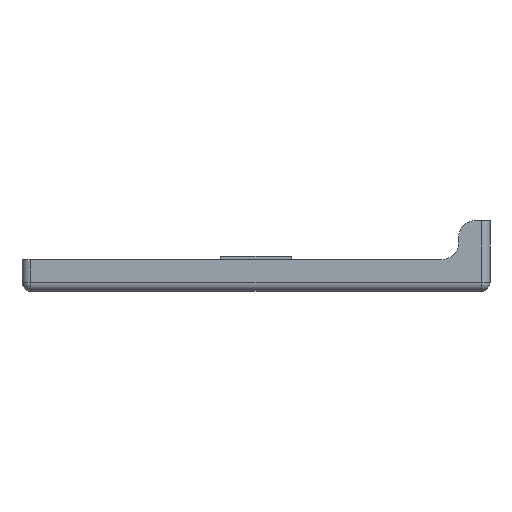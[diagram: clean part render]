
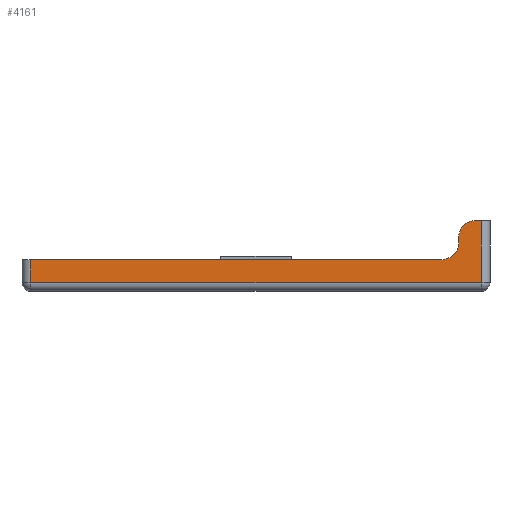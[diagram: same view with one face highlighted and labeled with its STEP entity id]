
A CAD part, left-side view. The second image highlights one B-rep face of the part: STEP entity #4161.
In plain terms, the highlighted planar face has unit normal (-1, 0, 0).
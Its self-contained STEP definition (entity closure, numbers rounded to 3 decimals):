
#187 = CYLINDRICAL_SURFACE('',#188,2.5);
#188 = AXIS2_PLACEMENT_3D('',#189,#190,#191);
#189 = CARTESIAN_POINT('',(-30.05,63.75,0.));
#190 = DIRECTION('',(0.,0.,1.));
#191 = DIRECTION('',(0.,1.,0.));
#215 = PLANE('',#216);
#216 = AXIS2_PLACEMENT_3D('',#217,#218,#219);
#217 = CARTESIAN_POINT('',(-42.45,-52.596,9.));
#218 = DIRECTION('',(0.,0.,1.));
#219 = DIRECTION('',(0.,1.,0.));
#1437 = EDGE_CURVE('',#1438,#1440,#1442,.T.);
#1438 = VERTEX_POINT('',#1439);
#1439 = CARTESIAN_POINT('',(-32.55,-52.596,9.));
#1440 = VERTEX_POINT('',#1441);
#1441 = CARTESIAN_POINT('',(-32.55,63.75,9.));
#1442 = SURFACE_CURVE('',#1443,(#1447,#1454),.PCURVE_S1.);
#1443 = LINE('',#1444,#1445);
#1444 = CARTESIAN_POINT('',(-32.55,-59.423,9.));
#1445 = VECTOR('',#1446,1.);
#1446 = DIRECTION('',(0.,1.,0.));
#1447 = PCURVE('',#215,#1448);
#1448 = DEFINITIONAL_REPRESENTATION('',(#1449),#1453);
#1449 = LINE('',#1450,#1451);
#1450 = CARTESIAN_POINT('',(-6.827,-9.9));
#1451 = VECTOR('',#1452,1.);
#1452 = DIRECTION('',(1.,0.));
#1453 = ( GEOMETRIC_REPRESENTATION_CONTEXT(2) 
PARAMETRIC_REPRESENTATION_CONTEXT() REPRESENTATION_CONTEXT('2D SPACE',''
  ) );
#1454 = PCURVE('',#1455,#1460);
#1455 = PLANE('',#1456);
#1456 = AXIS2_PLACEMENT_3D('',#1457,#1458,#1459);
#1457 = CARTESIAN_POINT('',(-32.55,-66.25,0.));
#1458 = DIRECTION('',(-1.,0.,0.));
#1459 = DIRECTION('',(0.,1.,0.));
#1460 = DEFINITIONAL_REPRESENTATION('',(#1461),#1465);
#1461 = LINE('',#1462,#1463);
#1462 = CARTESIAN_POINT('',(6.827,-9.));
#1463 = VECTOR('',#1464,1.);
#1464 = DIRECTION('',(1.,0.));
#1465 = ( GEOMETRIC_REPRESENTATION_CONTEXT(2) 
PARAMETRIC_REPRESENTATION_CONTEXT() REPRESENTATION_CONTEXT('2D SPACE',''
  ) );
#1483 = CYLINDRICAL_SURFACE('',#1484,4.8);
#1484 = AXIS2_PLACEMENT_3D('',#1485,#1486,#1487);
#1485 = CARTESIAN_POINT('',(-42.45,-52.596,13.8));
#1486 = DIRECTION('',(-1.,-0.,-0.));
#1487 = DIRECTION('',(0.,1.,0.));
#1703 = VERTEX_POINT('',#1704);
#1704 = CARTESIAN_POINT('',(-32.55,63.75,2.5));
#1726 = EDGE_CURVE('',#1703,#1440,#1727,.T.);
#1727 = SURFACE_CURVE('',#1728,(#1732,#1739),.PCURVE_S1.);
#1728 = LINE('',#1729,#1730);
#1729 = CARTESIAN_POINT('',(-32.55,63.75,0.));
#1730 = VECTOR('',#1731,1.);
#1731 = DIRECTION('',(0.,0.,1.));
#1732 = PCURVE('',#187,#1733);
#1733 = DEFINITIONAL_REPRESENTATION('',(#1734),#1738);
#1734 = LINE('',#1735,#1736);
#1735 = CARTESIAN_POINT('',(1.571,0.));
#1736 = VECTOR('',#1737,1.);
#1737 = DIRECTION('',(0.,1.));
#1738 = ( GEOMETRIC_REPRESENTATION_CONTEXT(2) 
PARAMETRIC_REPRESENTATION_CONTEXT() REPRESENTATION_CONTEXT('2D SPACE',''
  ) );
#1739 = PCURVE('',#1455,#1740);
#1740 = DEFINITIONAL_REPRESENTATION('',(#1741),#1745);
#1741 = LINE('',#1742,#1743);
#1742 = CARTESIAN_POINT('',(130.,0.));
#1743 = VECTOR('',#1744,1.);
#1744 = DIRECTION('',(0.,-1.));
#1745 = ( GEOMETRIC_REPRESENTATION_CONTEXT(2) 
PARAMETRIC_REPRESENTATION_CONTEXT() REPRESENTATION_CONTEXT('2D SPACE',''
  ) );
#3481 = CYLINDRICAL_SURFACE('',#3482,2.5);
#3482 = AXIS2_PLACEMENT_3D('',#3483,#3484,#3485);
#3483 = CARTESIAN_POINT('',(-30.05,-66.25,2.5));
#3484 = DIRECTION('',(0.,1.,0.));
#3485 = DIRECTION('',(-1.,0.,0.));
#4161 = ADVANCED_FACE('',(#4162),#1455,.T.);
#4162 = FACE_BOUND('',#4163,.T.);
#4163 = EDGE_LOOP('',(#4164,#4187,#4215,#4243,#4272,#4300,#4322,#4323));
#4164 = ORIENTED_EDGE('',*,*,#4165,.F.);
#4165 = EDGE_CURVE('',#4166,#1703,#4168,.T.);
#4166 = VERTEX_POINT('',#4167);
#4167 = CARTESIAN_POINT('',(-32.55,-63.75,2.5));
#4168 = SURFACE_CURVE('',#4169,(#4173,#4180),.PCURVE_S1.);
#4169 = LINE('',#4170,#4171);
#4170 = CARTESIAN_POINT('',(-32.55,-66.25,2.5));
#4171 = VECTOR('',#4172,1.);
#4172 = DIRECTION('',(0.,1.,0.));
#4173 = PCURVE('',#1455,#4174);
#4174 = DEFINITIONAL_REPRESENTATION('',(#4175),#4179);
#4175 = LINE('',#4176,#4177);
#4176 = CARTESIAN_POINT('',(0.,-2.5));
#4177 = VECTOR('',#4178,1.);
#4178 = DIRECTION('',(1.,0.));
#4179 = ( GEOMETRIC_REPRESENTATION_CONTEXT(2) 
PARAMETRIC_REPRESENTATION_CONTEXT() REPRESENTATION_CONTEXT('2D SPACE',''
  ) );
#4180 = PCURVE('',#3481,#4181);
#4181 = DEFINITIONAL_REPRESENTATION('',(#4182),#4186);
#4182 = LINE('',#4183,#4184);
#4183 = CARTESIAN_POINT('',(-0.,0.));
#4184 = VECTOR('',#4185,1.);
#4185 = DIRECTION('',(-0.,1.));
#4186 = ( GEOMETRIC_REPRESENTATION_CONTEXT(2) 
PARAMETRIC_REPRESENTATION_CONTEXT() REPRESENTATION_CONTEXT('2D SPACE',''
  ) );
#4187 = ORIENTED_EDGE('',*,*,#4188,.T.);
#4188 = EDGE_CURVE('',#4166,#4189,#4191,.T.);
#4189 = VERTEX_POINT('',#4190);
#4190 = CARTESIAN_POINT('',(-32.55,-63.75,20.026));
#4191 = SURFACE_CURVE('',#4192,(#4196,#4203),.PCURVE_S1.);
#4192 = LINE('',#4193,#4194);
#4193 = CARTESIAN_POINT('',(-32.55,-63.75,0.));
#4194 = VECTOR('',#4195,1.);
#4195 = DIRECTION('',(0.,0.,1.));
#4196 = PCURVE('',#1455,#4197);
#4197 = DEFINITIONAL_REPRESENTATION('',(#4198),#4202);
#4198 = LINE('',#4199,#4200);
#4199 = CARTESIAN_POINT('',(2.5,0.));
#4200 = VECTOR('',#4201,1.);
#4201 = DIRECTION('',(0.,-1.));
#4202 = ( GEOMETRIC_REPRESENTATION_CONTEXT(2) 
PARAMETRIC_REPRESENTATION_CONTEXT() REPRESENTATION_CONTEXT('2D SPACE',''
  ) );
#4203 = PCURVE('',#4204,#4209);
#4204 = CYLINDRICAL_SURFACE('',#4205,2.5);
#4205 = AXIS2_PLACEMENT_3D('',#4206,#4207,#4208);
#4206 = CARTESIAN_POINT('',(-30.05,-63.75,0.));
#4207 = DIRECTION('',(0.,0.,1.));
#4208 = DIRECTION('',(-1.,0.,0.));
#4209 = DEFINITIONAL_REPRESENTATION('',(#4210),#4214);
#4210 = LINE('',#4211,#4212);
#4211 = CARTESIAN_POINT('',(0.,0.));
#4212 = VECTOR('',#4213,1.);
#4213 = DIRECTION('',(0.,1.));
#4214 = ( GEOMETRIC_REPRESENTATION_CONTEXT(2) 
PARAMETRIC_REPRESENTATION_CONTEXT() REPRESENTATION_CONTEXT('2D SPACE',''
  ) );
#4215 = ORIENTED_EDGE('',*,*,#4216,.T.);
#4216 = EDGE_CURVE('',#4189,#4217,#4219,.T.);
#4217 = VERTEX_POINT('',#4218);
#4218 = CARTESIAN_POINT('',(-32.55,-62.196,20.026));
#4219 = SURFACE_CURVE('',#4220,(#4224,#4231),.PCURVE_S1.);
#4220 = LINE('',#4221,#4222);
#4221 = CARTESIAN_POINT('',(-32.55,-69.092,20.026));
#4222 = VECTOR('',#4223,1.);
#4223 = DIRECTION('',(0.,1.,0.));
#4224 = PCURVE('',#1455,#4225);
#4225 = DEFINITIONAL_REPRESENTATION('',(#4226),#4230);
#4226 = LINE('',#4227,#4228);
#4227 = CARTESIAN_POINT('',(-2.842,-20.026));
#4228 = VECTOR('',#4229,1.);
#4229 = DIRECTION('',(1.,0.));
#4230 = ( GEOMETRIC_REPRESENTATION_CONTEXT(2) 
PARAMETRIC_REPRESENTATION_CONTEXT() REPRESENTATION_CONTEXT('2D SPACE',''
  ) );
#4231 = PCURVE('',#4232,#4237);
#4232 = PLANE('',#4233);
#4233 = AXIS2_PLACEMENT_3D('',#4234,#4235,#4236);
#4234 = CARTESIAN_POINT('',(-42.45,-71.934,20.026));
#4235 = DIRECTION('',(0.,0.,1.));
#4236 = DIRECTION('',(0.,1.,0.));
#4237 = DEFINITIONAL_REPRESENTATION('',(#4238),#4242);
#4238 = LINE('',#4239,#4240);
#4239 = CARTESIAN_POINT('',(2.842,-9.9));
#4240 = VECTOR('',#4241,1.);
#4241 = DIRECTION('',(1.,0.));
#4242 = ( GEOMETRIC_REPRESENTATION_CONTEXT(2) 
PARAMETRIC_REPRESENTATION_CONTEXT() REPRESENTATION_CONTEXT('2D SPACE',''
  ) );
#4243 = ORIENTED_EDGE('',*,*,#4244,.T.);
#4244 = EDGE_CURVE('',#4217,#4245,#4247,.T.);
#4245 = VERTEX_POINT('',#4246);
#4246 = CARTESIAN_POINT('',(-32.55,-57.396,15.226));
#4247 = SURFACE_CURVE('',#4248,(#4253,#4260),.PCURVE_S1.);
#4248 = CIRCLE('',#4249,4.8);
#4249 = AXIS2_PLACEMENT_3D('',#4250,#4251,#4252);
#4250 = CARTESIAN_POINT('',(-32.55,-62.196,15.226));
#4251 = DIRECTION('',(-1.,0.,0.));
#4252 = DIRECTION('',(0.,1.,0.));
#4253 = PCURVE('',#1455,#4254);
#4254 = DEFINITIONAL_REPRESENTATION('',(#4255),#4259);
#4255 = CIRCLE('',#4256,4.8);
#4256 = AXIS2_PLACEMENT_2D('',#4257,#4258);
#4257 = CARTESIAN_POINT('',(4.054,-15.226));
#4258 = DIRECTION('',(1.,0.));
#4259 = ( GEOMETRIC_REPRESENTATION_CONTEXT(2) 
PARAMETRIC_REPRESENTATION_CONTEXT() REPRESENTATION_CONTEXT('2D SPACE',''
  ) );
#4260 = PCURVE('',#4261,#4266);
#4261 = CYLINDRICAL_SURFACE('',#4262,4.8);
#4262 = AXIS2_PLACEMENT_3D('',#4263,#4264,#4265);
#4263 = CARTESIAN_POINT('',(-42.45,-62.196,15.226));
#4264 = DIRECTION('',(-1.,-0.,-0.));
#4265 = DIRECTION('',(0.,1.,0.));
#4266 = DEFINITIONAL_REPRESENTATION('',(#4267),#4271);
#4267 = LINE('',#4268,#4269);
#4268 = CARTESIAN_POINT('',(-6.283,-9.9));
#4269 = VECTOR('',#4270,1.);
#4270 = DIRECTION('',(1.,-0.));
#4271 = ( GEOMETRIC_REPRESENTATION_CONTEXT(2) 
PARAMETRIC_REPRESENTATION_CONTEXT() REPRESENTATION_CONTEXT('2D SPACE',''
  ) );
#4272 = ORIENTED_EDGE('',*,*,#4273,.T.);
#4273 = EDGE_CURVE('',#4245,#4274,#4276,.T.);
#4274 = VERTEX_POINT('',#4275);
#4275 = CARTESIAN_POINT('',(-32.55,-57.396,13.8));
#4276 = SURFACE_CURVE('',#4277,(#4281,#4288),.PCURVE_S1.);
#4277 = LINE('',#4278,#4279);
#4278 = CARTESIAN_POINT('',(-32.55,-57.396,7.613));
#4279 = VECTOR('',#4280,1.);
#4280 = DIRECTION('',(0.,0.,-1.));
#4281 = PCURVE('',#1455,#4282);
#4282 = DEFINITIONAL_REPRESENTATION('',(#4283),#4287);
#4283 = LINE('',#4284,#4285);
#4284 = CARTESIAN_POINT('',(8.854,-7.613));
#4285 = VECTOR('',#4286,1.);
#4286 = DIRECTION('',(0.,1.));
#4287 = ( GEOMETRIC_REPRESENTATION_CONTEXT(2) 
PARAMETRIC_REPRESENTATION_CONTEXT() REPRESENTATION_CONTEXT('2D SPACE',''
  ) );
#4288 = PCURVE('',#4289,#4294);
#4289 = PLANE('',#4290);
#4290 = AXIS2_PLACEMENT_3D('',#4291,#4292,#4293);
#4291 = CARTESIAN_POINT('',(-42.45,-57.396,15.226));
#4292 = DIRECTION('',(0.,1.,0.));
#4293 = DIRECTION('',(0.,0.,-1.));
#4294 = DEFINITIONAL_REPRESENTATION('',(#4295),#4299);
#4295 = LINE('',#4296,#4297);
#4296 = CARTESIAN_POINT('',(7.613,-9.9));
#4297 = VECTOR('',#4298,1.);
#4298 = DIRECTION('',(1.,0.));
#4299 = ( GEOMETRIC_REPRESENTATION_CONTEXT(2) 
PARAMETRIC_REPRESENTATION_CONTEXT() REPRESENTATION_CONTEXT('2D SPACE',''
  ) );
#4300 = ORIENTED_EDGE('',*,*,#4301,.F.);
#4301 = EDGE_CURVE('',#1438,#4274,#4302,.T.);
#4302 = SURFACE_CURVE('',#4303,(#4308,#4315),.PCURVE_S1.);
#4303 = CIRCLE('',#4304,4.8);
#4304 = AXIS2_PLACEMENT_3D('',#4305,#4306,#4307);
#4305 = CARTESIAN_POINT('',(-32.55,-52.596,13.8));
#4306 = DIRECTION('',(-1.,0.,0.));
#4307 = DIRECTION('',(0.,1.,0.));
#4308 = PCURVE('',#1455,#4309);
#4309 = DEFINITIONAL_REPRESENTATION('',(#4310),#4314);
#4310 = CIRCLE('',#4311,4.8);
#4311 = AXIS2_PLACEMENT_2D('',#4312,#4313);
#4312 = CARTESIAN_POINT('',(13.654,-13.8));
#4313 = DIRECTION('',(1.,0.));
#4314 = ( GEOMETRIC_REPRESENTATION_CONTEXT(2) 
PARAMETRIC_REPRESENTATION_CONTEXT() REPRESENTATION_CONTEXT('2D SPACE',''
  ) );
#4315 = PCURVE('',#1483,#4316);
#4316 = DEFINITIONAL_REPRESENTATION('',(#4317),#4321);
#4317 = LINE('',#4318,#4319);
#4318 = CARTESIAN_POINT('',(-6.283,-9.9));
#4319 = VECTOR('',#4320,1.);
#4320 = DIRECTION('',(1.,-0.));
#4321 = ( GEOMETRIC_REPRESENTATION_CONTEXT(2) 
PARAMETRIC_REPRESENTATION_CONTEXT() REPRESENTATION_CONTEXT('2D SPACE',''
  ) );
#4322 = ORIENTED_EDGE('',*,*,#1437,.T.);
#4323 = ORIENTED_EDGE('',*,*,#1726,.F.);
